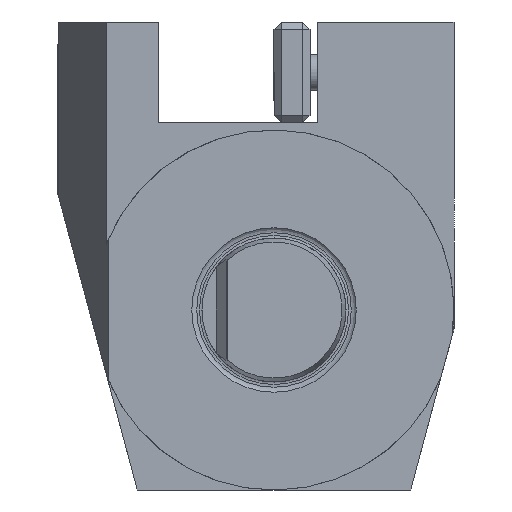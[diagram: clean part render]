
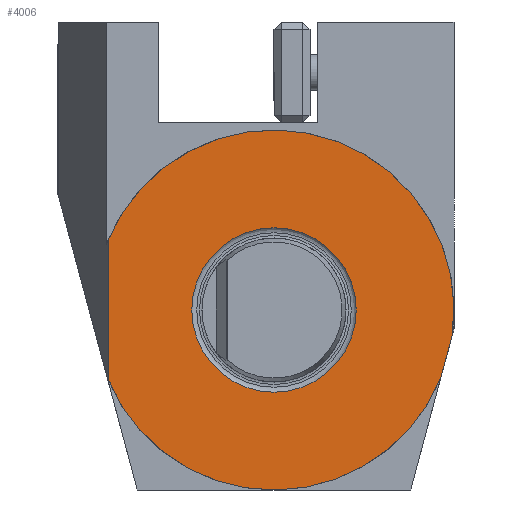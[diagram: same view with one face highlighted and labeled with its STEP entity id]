
A CAD part, front view. The second image highlights one B-rep face of the part: STEP entity #4006.
In plain terms, the highlighted planar face has unit normal (0, -1, 0).
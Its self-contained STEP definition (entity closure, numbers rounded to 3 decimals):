
#9 = VERTEX_POINT ( 'NONE', #1016 ) ;
#49 = VERTEX_POINT ( 'NONE', #4252 ) ;
#374 = CARTESIAN_POINT ( 'NONE',  ( -23., 0., -25. ) ) ;
#405 = LINE ( 'NONE', #9117, #1079 ) ;
#1016 = CARTESIAN_POINT ( 'NONE',  ( -23., 0., -9.798 ) ) ;
#1079 = VECTOR ( 'NONE', #10316, 1000. ) ;
#1445 = LINE ( 'NONE', #374, #8146 ) ;
#1478 = DIRECTION ( 'NONE',  ( 0., -1., 0. ) ) ;
#1644 = ORIENTED_EDGE ( 'NONE', *, *, #11690, .F. ) ;
#2074 = EDGE_CURVE ( 'NONE', #49, #6722, #405, .T. ) ;
#2108 = AXIS2_PLACEMENT_3D ( 'NONE', #8426, #13659, #12798 ) ;
#2265 = ORIENTED_EDGE ( 'NONE', *, *, #13460, .F. ) ;
#3619 = DIRECTION ( 'NONE',  ( 1., 0., 0. ) ) ;
#3772 = PLANE ( 'NONE',  #9811 ) ;
#4006 = ADVANCED_FACE ( 'Defeature completata1_11', ( #10486, #9333 ), #3772, .T. ) ;
#4252 = CARTESIAN_POINT ( 'NONE',  ( 24.746, 0., -3.557 ) ) ;
#4760 = DIRECTION ( 'NONE',  ( 0., 0., 1. ) ) ;
#6556 = CARTESIAN_POINT ( 'NONE',  ( 0., 0., 0. ) ) ;
#6600 = VERTEX_POINT ( 'NONE', #10979 ) ;
#6722 = VERTEX_POINT ( 'NONE', #11598 ) ;
#6952 = AXIS2_PLACEMENT_3D ( 'NONE', #6556, #1478, #3619 ) ;
#6962 = EDGE_CURVE ( 'NONE', #9, #7636, #1445, .T. ) ;
#7278 = ORIENTED_EDGE ( 'NONE', *, *, #2074, .F. ) ;
#7398 = EDGE_LOOP ( 'NONE', ( #11862 ) ) ;
#7636 = VERTEX_POINT ( 'NONE', #13946 ) ;
#7765 = ORIENTED_EDGE ( 'NONE', *, *, #6962, .F. ) ;
#7907 = EDGE_LOOP ( 'NONE', ( #7765, #2265, #7278, #1644 ) ) ;
#8106 = AXIS2_PLACEMENT_3D ( 'NONE', #8819, #9462, #8320 ) ;
#8146 = VECTOR ( 'NONE', #4760, 1000. ) ;
#8197 = DIRECTION ( 'NONE',  ( 0., -1., 0. ) ) ;
#8310 = CIRCLE ( 'NONE', #2108, 25. ) ;
#8320 = DIRECTION ( 'NONE',  ( -1., 0., 0. ) ) ;
#8426 = CARTESIAN_POINT ( 'NONE',  ( 0., 0., 0. ) ) ;
#8819 = CARTESIAN_POINT ( 'NONE',  ( 0., 0., 0. ) ) ;
#9117 = CARTESIAN_POINT ( 'NONE',  ( 23.204, 0., -9.312 ) ) ;
#9333 = FACE_BOUND ( 'NONE', #7398, .T. ) ;
#9462 = DIRECTION ( 'NONE',  ( 0., 1., 0. ) ) ;
#9811 = AXIS2_PLACEMENT_3D ( 'NONE', #11564, #8197, #12564 ) ;
#10316 = DIRECTION ( 'NONE',  ( -0.259, 0., -0.966 ) ) ;
#10392 = CIRCLE ( 'NONE', #6952, 11.419 ) ;
#10486 = FACE_OUTER_BOUND ( 'NONE', #7907, .T. ) ;
#10979 = CARTESIAN_POINT ( 'NONE',  ( 11.419, 0., 0. ) ) ;
#11564 = CARTESIAN_POINT ( 'NONE',  ( -11.55, 0., 0. ) ) ;
#11598 = CARTESIAN_POINT ( 'NONE',  ( 23.209, 0., -9.293 ) ) ;
#11690 = EDGE_CURVE ( 'NONE', #7636, #49, #14011, .T. ) ;
#11862 = ORIENTED_EDGE ( 'NONE', *, *, #11989, .F. ) ;
#11989 = EDGE_CURVE ( 'NONE', #6600, #6600, #10392, .T. ) ;
#12564 = DIRECTION ( 'NONE',  ( 1., 0., 0. ) ) ;
#12798 = DIRECTION ( 'NONE',  ( -1., 0., 0. ) ) ;
#13460 = EDGE_CURVE ( 'NONE', #6722, #9, #8310, .T. ) ;
#13659 = DIRECTION ( 'NONE',  ( 0., 1., 0. ) ) ;
#13946 = CARTESIAN_POINT ( 'NONE',  ( -23., 0., 9.798 ) ) ;
#14011 = CIRCLE ( 'NONE', #8106, 25. ) ;
